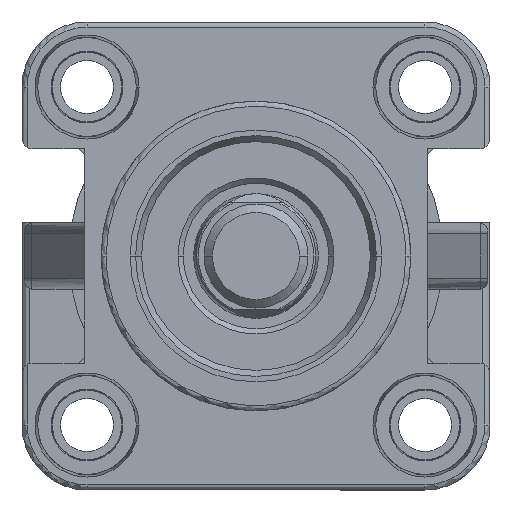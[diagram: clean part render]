
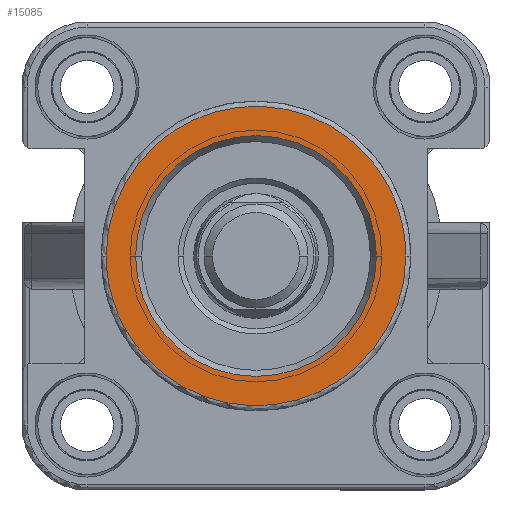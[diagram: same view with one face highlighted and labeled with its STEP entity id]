
A CAD part, left-side view. The second image highlights one B-rep face of the part: STEP entity #15085.
In plain terms, the highlighted planar face has unit normal (-1, 0, 0).
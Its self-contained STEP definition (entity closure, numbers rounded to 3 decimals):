
#247 = ORIENTED_EDGE ( 'NONE', *, *, #6516, .F. ) ;
#1001 =( BOUNDED_CURVE ( )  B_SPLINE_CURVE ( 3, ( #2915, #6935, #2781, #13697 ),
 .UNSPECIFIED., .F., .F. ) 
 B_SPLINE_CURVE_WITH_KNOTS ( ( 4, 4 ),
 ( 0., 1. ),
 .UNSPECIFIED. ) 
 CURVE ( )  GEOMETRIC_REPRESENTATION_ITEM ( )  RATIONAL_B_SPLINE_CURVE ( ( 1., 0.333, 0.333, 1. ) ) 
 REPRESENTATION_ITEM ( '' )  );
#1310 = ORIENTED_EDGE ( 'NONE', *, *, #13582, .F. ) ;
#2129 = PLANE ( 'NONE',  #16803 ) ;
#2314 = ORIENTED_EDGE ( 'NONE', *, *, #15293, .F. ) ;
#2360 =( BOUNDED_CURVE ( )  B_SPLINE_CURVE ( 3, ( #7985, #14680, #14756, #14923 ),
 .UNSPECIFIED., .F., .F. ) 
 B_SPLINE_CURVE_WITH_KNOTS ( ( 4, 4 ),
 ( 0., 1. ),
 .UNSPECIFIED. ) 
 CURVE ( )  GEOMETRIC_REPRESENTATION_ITEM ( )  RATIONAL_B_SPLINE_CURVE ( ( 1., 0.333, 0.333, 1. ) ) 
 REPRESENTATION_ITEM ( '' )  );
#2371 = FACE_OUTER_BOUND ( 'NONE', #10011, .T. ) ;
#2781 = CARTESIAN_POINT ( 'NONE',  ( 0., -28.8, -14.4 ) ) ;
#2915 = CARTESIAN_POINT ( 'NONE',  ( 0., 0., 14.4 ) ) ;
#3086 = VERTEX_POINT ( 'NONE', #11582 ) ;
#3249 = FACE_BOUND ( 'NONE', #17574, .T. ) ;
#3311 = DIRECTION ( 'NONE',  ( -1., 0., 0. ) ) ;
#4490 = CARTESIAN_POINT ( 'NONE',  ( 0., 0., 0. ) ) ;
#6516 = EDGE_CURVE ( 'NONE', #14681, #13249, #2360, .T. ) ;
#6756 = AXIS2_PLACEMENT_3D ( 'NONE', #4490, #3311, #15529 ) ;
#6935 = CARTESIAN_POINT ( 'NONE',  ( 0., -28.8, 14.4 ) ) ;
#7985 = CARTESIAN_POINT ( 'NONE',  ( 0., 0., -14.4 ) ) ;
#8883 = CARTESIAN_POINT ( 'NONE',  ( 0., 0., -14.4 ) ) ;
#9344 = AXIS2_PLACEMENT_3D ( 'NONE', #12726, #15335, #13959 ) ;
#9836 = CARTESIAN_POINT ( 'NONE',  ( 0., 0., 14.4 ) ) ;
#10011 = EDGE_LOOP ( 'NONE', ( #247, #2314 ) ) ;
#10185 = CARTESIAN_POINT ( 'NONE',  ( 0., 11., 0. ) ) ;
#10487 = CIRCLE ( 'NONE', #9344, 11.577 ) ;
#11154 = ORIENTED_EDGE ( 'NONE', *, *, #14494, .F. ) ;
#11582 = CARTESIAN_POINT ( 'NONE',  ( 0., 0., 11.577 ) ) ;
#12296 = CARTESIAN_POINT ( 'NONE',  ( 0., 0., -11.577 ) ) ;
#12726 = CARTESIAN_POINT ( 'NONE',  ( 0., 0., 0. ) ) ;
#13249 = VERTEX_POINT ( 'NONE', #9836 ) ;
#13435 = VERTEX_POINT ( 'NONE', #12296 ) ;
#13582 = EDGE_CURVE ( 'NONE', #3086, #13435, #10487, .T. ) ;
#13697 = CARTESIAN_POINT ( 'NONE',  ( 0., 0., -14.4 ) ) ;
#13959 = DIRECTION ( 'NONE',  ( 0., 0., 1. ) ) ;
#14326 = DIRECTION ( 'NONE',  ( 0., 0., -1. ) ) ;
#14331 = CIRCLE ( 'NONE', #6756, 11.577 ) ;
#14494 = EDGE_CURVE ( 'NONE', #13435, #3086, #14331, .T. ) ;
#14680 = CARTESIAN_POINT ( 'NONE',  ( 0., 28.8, -14.4 ) ) ;
#14681 = VERTEX_POINT ( 'NONE', #8883 ) ;
#14756 = CARTESIAN_POINT ( 'NONE',  ( 0., 28.8, 14.4 ) ) ;
#14923 = CARTESIAN_POINT ( 'NONE',  ( 0., 0., 14.4 ) ) ;
#15085 = ADVANCED_FACE ( 'NONE', ( #3249, #2371 ), #2129, .F. ) ;
#15293 = EDGE_CURVE ( 'NONE', #13249, #14681, #1001, .T. ) ;
#15335 = DIRECTION ( 'NONE',  ( -1., 0., 0. ) ) ;
#15529 = DIRECTION ( 'NONE',  ( 0., 0., 1. ) ) ;
#16803 = AXIS2_PLACEMENT_3D ( 'NONE', #10185, #17009, #14326 ) ;
#17009 = DIRECTION ( 'NONE',  ( 1., 0., 0. ) ) ;
#17574 = EDGE_LOOP ( 'NONE', ( #1310, #11154 ) ) ;
